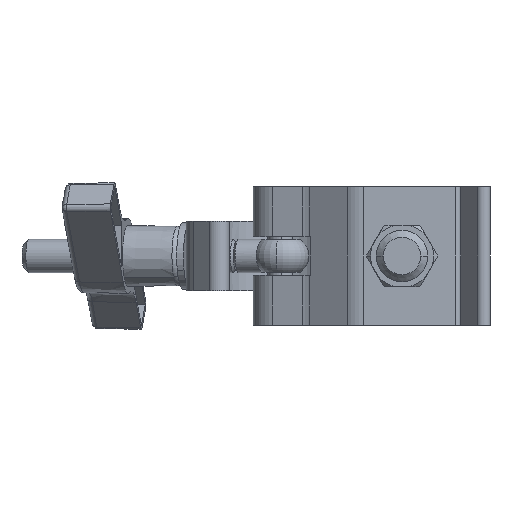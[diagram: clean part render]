
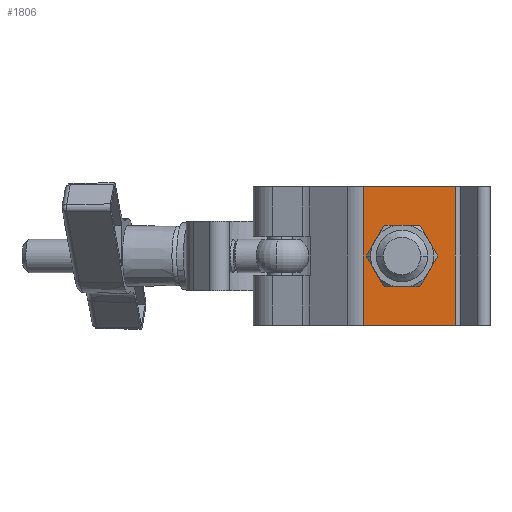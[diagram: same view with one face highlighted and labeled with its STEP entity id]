
A CAD part, front view. The second image highlights one B-rep face of the part: STEP entity #1806.
In plain terms, the highlighted planar face has unit normal (0, -1, 0).
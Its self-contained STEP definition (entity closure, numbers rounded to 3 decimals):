
#280 = DIRECTION ( 'NONE',  ( 1., 0., 0. ) ) ;
#287 = VERTEX_POINT ( 'NONE', #5376 ) ;
#812 = PLANE ( 'NONE',  #26398 ) ;
#1264 = VERTEX_POINT ( 'NONE', #26889 ) ;
#1657 = CARTESIAN_POINT ( 'NONE',  ( 45.642, 0., -24.95 ) ) ;
#1806 = ADVANCED_FACE ( 'NONE', ( #17967, #29655 ), #812, .F. ) ;
#1971 = EDGE_CURVE ( 'NONE', #22080, #1264, #28666, .T. ) ;
#1983 = VECTOR ( 'NONE', #280, 1000. ) ;
#2104 = ORIENTED_EDGE ( 'NONE', *, *, #16807, .T. ) ;
#3314 = DIRECTION ( 'NONE',  ( 0., 1., 0. ) ) ;
#4398 = DIRECTION ( 'NONE',  ( 1., 0., 0. ) ) ;
#4587 = VERTEX_POINT ( 'NONE', #18832 ) ;
#5209 = CIRCLE ( 'NONE', #17131, 6.35 ) ;
#5280 = EDGE_CURVE ( 'NONE', #1264, #30391, #21265, .T. ) ;
#5376 = CARTESIAN_POINT ( 'NONE',  ( 31.66, 0., 6.35 ) ) ;
#6780 = LINE ( 'NONE', #16252, #16006 ) ;
#6933 = DIRECTION ( 'NONE',  ( 0., 0., -1. ) ) ;
#7182 = CARTESIAN_POINT ( 'NONE',  ( 12.579, 0., 24.95 ) ) ;
#8556 = DIRECTION ( 'NONE',  ( 0., 1., 0. ) ) ;
#9346 = ORIENTED_EDGE ( 'NONE', *, *, #1971, .F. ) ;
#10663 = CARTESIAN_POINT ( 'NONE',  ( 12.579, 0., 24.95 ) ) ;
#10811 = CARTESIAN_POINT ( 'NONE',  ( 12.579, 0., 24.95 ) ) ;
#10927 = EDGE_CURVE ( 'NONE', #4587, #287, #5209, .T. ) ;
#11897 = VECTOR ( 'NONE', #12673, 1000. ) ;
#12668 = ORIENTED_EDGE ( 'NONE', *, *, #15682, .T. ) ;
#12673 = DIRECTION ( 'NONE',  ( 0., 0., -1. ) ) ;
#13005 = ORIENTED_EDGE ( 'NONE', *, *, #10927, .T. ) ;
#13390 = CARTESIAN_POINT ( 'NONE',  ( 31.66, 0., 0. ) ) ;
#13693 = DIRECTION ( 'NONE',  ( 0., 0., -1. ) ) ;
#14216 = DIRECTION ( 'NONE',  ( 0., 0., -1. ) ) ;
#15682 = EDGE_CURVE ( 'NONE', #287, #4587, #29426, .T. ) ;
#15859 = CARTESIAN_POINT ( 'NONE',  ( 12.579, 0., -24.95 ) ) ;
#16006 = VECTOR ( 'NONE', #4398, 1000. ) ;
#16012 = CARTESIAN_POINT ( 'NONE',  ( 12.579, 0., 24.95 ) ) ;
#16252 = CARTESIAN_POINT ( 'NONE',  ( 12.579, 0., -24.95 ) ) ;
#16807 = EDGE_CURVE ( 'NONE', #26527, #30391, #6780, .T. ) ;
#17131 = AXIS2_PLACEMENT_3D ( 'NONE', #18746, #30602, #14216 ) ;
#17967 = FACE_BOUND ( 'NONE', #20652, .T. ) ;
#18540 = DIRECTION ( 'NONE',  ( 0., 0., 1. ) ) ;
#18746 = CARTESIAN_POINT ( 'NONE',  ( 31.66, 0., 0. ) ) ;
#18832 = CARTESIAN_POINT ( 'NONE',  ( 31.66, 0., -6.35 ) ) ;
#19025 = EDGE_LOOP ( 'NONE', ( #2104, #21596, #9346, #19068 ) ) ;
#19068 = ORIENTED_EDGE ( 'NONE', *, *, #20125, .T. ) ;
#20125 = EDGE_CURVE ( 'NONE', #22080, #26527, #21474, .T. ) ;
#20652 = EDGE_LOOP ( 'NONE', ( #13005, #12668 ) ) ;
#21265 = LINE ( 'NONE', #23628, #25009 ) ;
#21474 = LINE ( 'NONE', #10663, #11897 ) ;
#21596 = ORIENTED_EDGE ( 'NONE', *, *, #5280, .F. ) ;
#21981 = AXIS2_PLACEMENT_3D ( 'NONE', #13390, #8556, #13693 ) ;
#22080 = VERTEX_POINT ( 'NONE', #16012 ) ;
#23628 = CARTESIAN_POINT ( 'NONE',  ( 45.642, 0., 24.95 ) ) ;
#25009 = VECTOR ( 'NONE', #6933, 1000. ) ;
#26398 = AXIS2_PLACEMENT_3D ( 'NONE', #10811, #3314, #18540 ) ;
#26527 = VERTEX_POINT ( 'NONE', #15859 ) ;
#26889 = CARTESIAN_POINT ( 'NONE',  ( 45.642, 0., 24.95 ) ) ;
#28666 = LINE ( 'NONE', #7182, #1983 ) ;
#29426 = CIRCLE ( 'NONE', #21981, 6.35 ) ;
#29655 = FACE_OUTER_BOUND ( 'NONE', #19025, .T. ) ;
#30391 = VERTEX_POINT ( 'NONE', #1657 ) ;
#30602 = DIRECTION ( 'NONE',  ( 0., 1., 0. ) ) ;
